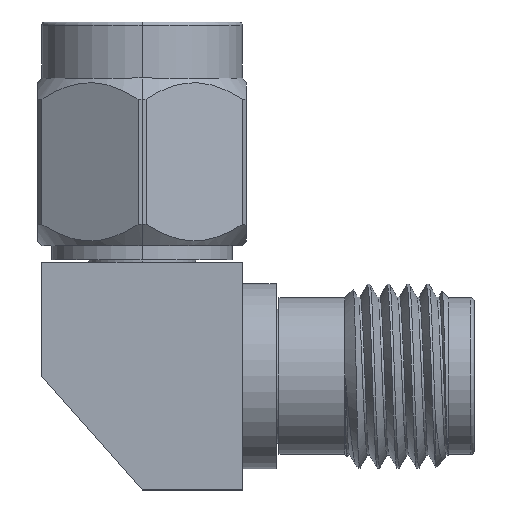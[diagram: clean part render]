
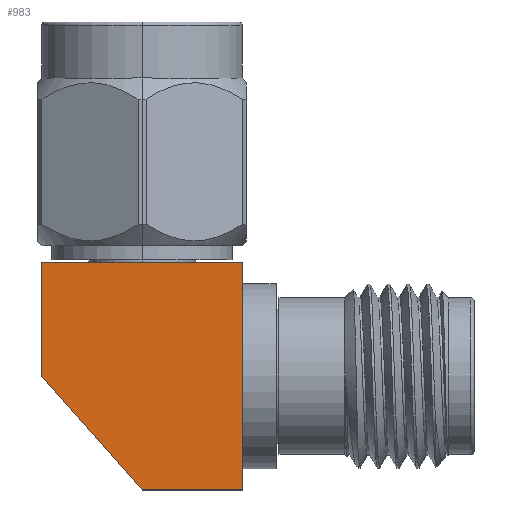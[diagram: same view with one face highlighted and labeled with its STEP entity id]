
A CAD part, top view. The second image highlights one B-rep face of the part: STEP entity #983.
In plain terms, the highlighted planar face has unit normal (0, 0, 1).
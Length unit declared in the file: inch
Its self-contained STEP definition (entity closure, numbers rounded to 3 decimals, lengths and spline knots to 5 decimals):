
#116 = LINE ( 'NONE', #6132, #1421 ) ;
#125 = VECTOR ( 'NONE', #1809, 39.37008 ) ;
#134 = CARTESIAN_POINT ( 'NONE',  ( 0.15042, -0.17042, 0.155 ) ) ;
#204 = VERTEX_POINT ( 'NONE', #3765 ) ;
#478 = LINE ( 'NONE', #3402, #125 ) ;
#554 = ORIENTED_EDGE ( 'NONE', *, *, #1785, .T. ) ;
#983 = ADVANCED_FACE ( 'NONE', ( #6949 ), #4125, .T. ) ;
#1241 = CARTESIAN_POINT ( 'NONE',  ( -0.15042, 0.17042, 0.155 ) ) ;
#1371 = ORIENTED_EDGE ( 'NONE', *, *, #1968, .T. ) ;
#1421 = VECTOR ( 'NONE', #5027, 39.37008 ) ;
#1517 = DIRECTION ( 'NONE',  ( 0., 0., 1. ) ) ;
#1785 = EDGE_CURVE ( 'NONE', #3024, #204, #2051, .T. ) ;
#1809 = DIRECTION ( 'NONE',  ( 0.662, -0.75, 0. ) ) ;
#1872 = VECTOR ( 'NONE', #4080, 39.37008 ) ;
#1968 = EDGE_CURVE ( 'NONE', #3941, #6375, #2221, .T. ) ;
#2051 = LINE ( 'NONE', #134, #2300 ) ;
#2221 = LINE ( 'NONE', #1241, #1872 ) ;
#2300 = VECTOR ( 'NONE', #6742, 39.37008 ) ;
#2384 = EDGE_CURVE ( 'NONE', #204, #3941, #116, .T. ) ;
#2802 = ORIENTED_EDGE ( 'NONE', *, *, #3554, .T. ) ;
#2922 = LINE ( 'NONE', #5562, #6147 ) ;
#3024 = VERTEX_POINT ( 'NONE', #3401 ) ;
#3401 = CARTESIAN_POINT ( 'NONE',  ( 0.15042, -0.17042, 0.155 ) ) ;
#3402 = CARTESIAN_POINT ( 'NONE',  ( -0.15042, 0., 0.155 ) ) ;
#3554 = EDGE_CURVE ( 'NONE', #7085, #3024, #2922, .T. ) ;
#3683 = ORIENTED_EDGE ( 'NONE', *, *, #6797, .T. ) ;
#3765 = CARTESIAN_POINT ( 'NONE',  ( 0.15042, 0.17042, 0.155 ) ) ;
#3941 = VERTEX_POINT ( 'NONE', #6152 ) ;
#4080 = DIRECTION ( 'NONE',  ( 0., -1., 0. ) ) ;
#4125 = PLANE ( 'NONE',  #4167 ) ;
#4154 = CARTESIAN_POINT ( 'NONE',  ( 0., 0., 0.155 ) ) ;
#4167 = AXIS2_PLACEMENT_3D ( 'NONE', #4154, #1517, #5409 ) ;
#4200 = CARTESIAN_POINT ( 'NONE',  ( 0., -0.17042, 0.155 ) ) ;
#4820 = CARTESIAN_POINT ( 'NONE',  ( -0.15042, 0., 0.155 ) ) ;
#5027 = DIRECTION ( 'NONE',  ( -1., 0., 0. ) ) ;
#5409 = DIRECTION ( 'NONE',  ( 1., 0., 0. ) ) ;
#5412 = ORIENTED_EDGE ( 'NONE', *, *, #2384, .T. ) ;
#5562 = CARTESIAN_POINT ( 'NONE',  ( 0., -0.17042, 0.155 ) ) ;
#6061 = DIRECTION ( 'NONE',  ( 1., 0., 0. ) ) ;
#6132 = CARTESIAN_POINT ( 'NONE',  ( 0.15042, 0.17042, 0.155 ) ) ;
#6147 = VECTOR ( 'NONE', #6061, 39.37008 ) ;
#6152 = CARTESIAN_POINT ( 'NONE',  ( -0.15042, 0.17042, 0.155 ) ) ;
#6375 = VERTEX_POINT ( 'NONE', #4820 ) ;
#6599 = EDGE_LOOP ( 'NONE', ( #5412, #1371, #3683, #2802, #554 ) ) ;
#6742 = DIRECTION ( 'NONE',  ( 0., 1., 0. ) ) ;
#6797 = EDGE_CURVE ( 'NONE', #6375, #7085, #478, .T. ) ;
#6949 = FACE_OUTER_BOUND ( 'NONE', #6599, .T. ) ;
#7085 = VERTEX_POINT ( 'NONE', #4200 ) ;
